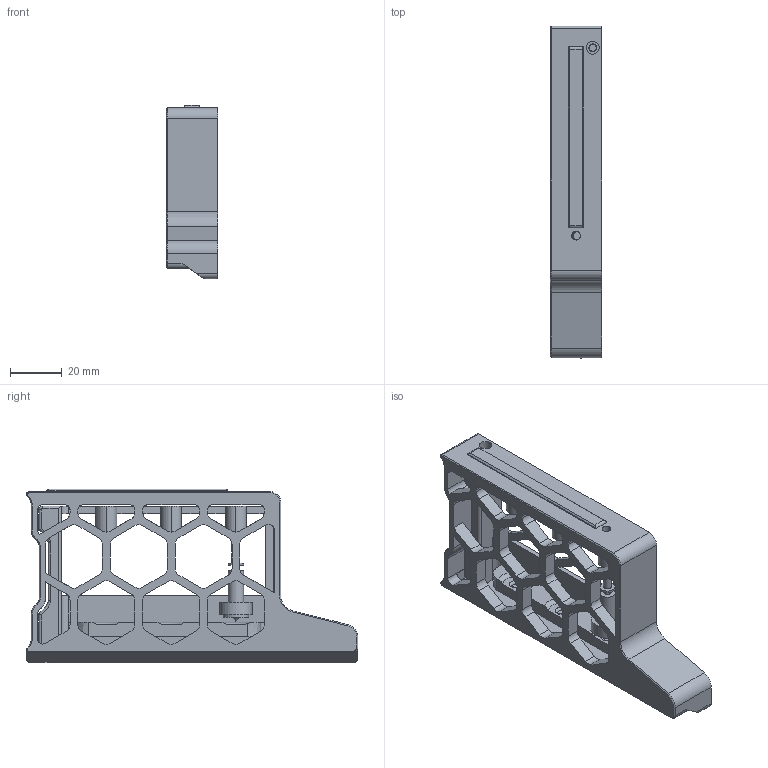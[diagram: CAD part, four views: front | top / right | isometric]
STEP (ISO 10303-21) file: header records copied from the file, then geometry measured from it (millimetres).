
FILE_DESCRIPTION(/* description */ (''),/* implementation_level */ '2;1');
FILE_NAME(/* name */ 'Revo Nozzle Holder V1.step',/* time_stamp */ '2022-06-27T18:50:27-04:00',/* author */ (''),/* organization */ (''),/* preprocessor_version */ 'ST-DEVELOPER v19',/* originating_system */ 'Autodesk Translation Framework v11.7.0.108',/* authorisation */ '');
FILE_SCHEMA (('AUTOMOTIVE_DESIGN { 1 0 10303 214 3 1 1 }'));
Length unit declared in the file: millimetre
Products named in the file (1): Revo Nozzle
Bounding box: 20 x 128.1 x 67 mm (x, y, z)
Volume: 49557.3 mm3; surface area: 36176.9 mm2
Topology: 3 solids, 3 shells, 504 faces, 1432 edges, 935 vertices
Faces by surface type: plane 245, cylinder 181, bspline 53, cone 15, torus 10
Full cylindrical faces by diameter (mm): 2.35 x1, 2.7 x2, 3.1 x3, 3.4 x1, 3.8 x3, 4.9 x2, 5.9 x1, 5.95 x1, 6 x1, 9.75 x1, 12.55 x1
Entity records: 17389 total; most frequent: CARTESIAN_POINT 4149, ORIENTED_EDGE 2862, DIRECTION 2610, EDGE_CURVE 1431, VERTEX_POINT 935, LINE 902, VECTOR 902, AXIS2_PLACEMENT_3D 854
